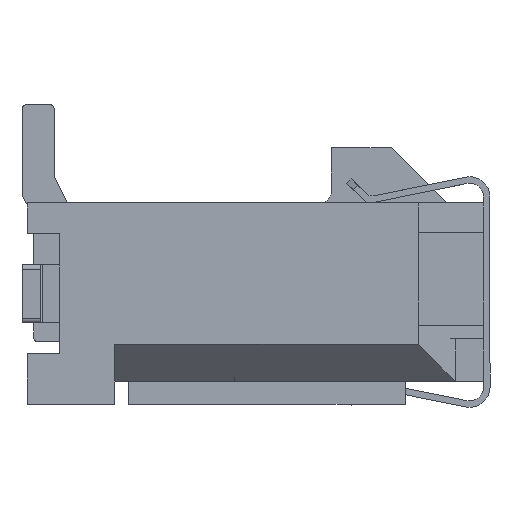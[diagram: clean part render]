
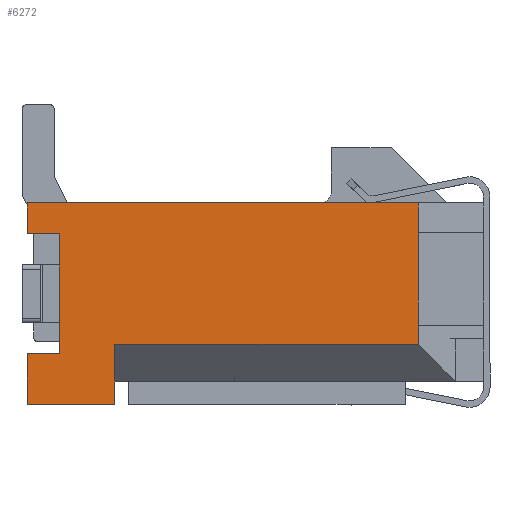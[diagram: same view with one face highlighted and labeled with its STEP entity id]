
A CAD part, left-side view. The second image highlights one B-rep face of the part: STEP entity #6272.
In plain terms, the highlighted planar face has unit normal (-1, 0, 0).
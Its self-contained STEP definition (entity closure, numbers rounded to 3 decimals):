
#733=ORIENTED_EDGE('',*,*,#2473,.T.);
#734=ORIENTED_EDGE('',*,*,#2474,.T.);
#735=ORIENTED_EDGE('',*,*,#1996,.F.);
#736=ORIENTED_EDGE('',*,*,#2475,.T.);
#737=ORIENTED_EDGE('',*,*,#2476,.F.);
#738=ORIENTED_EDGE('',*,*,#2477,.F.);
#739=ORIENTED_EDGE('',*,*,#2478,.F.);
#740=ORIENTED_EDGE('',*,*,#2118,.T.);
#741=ORIENTED_EDGE('',*,*,#2479,.T.);
#742=ORIENTED_EDGE('',*,*,#2480,.T.);
#743=ORIENTED_EDGE('',*,*,#2481,.T.);
#744=ORIENTED_EDGE('',*,*,#2482,.T.);
#1996=EDGE_CURVE('',#2912,#2913,#3508,.T.);
#2118=EDGE_CURVE('',#3032,#3031,#3630,.T.);
#2473=EDGE_CURVE('',#3298,#3299,#3985,.T.);
#2474=EDGE_CURVE('',#3299,#2913,#3986,.T.);
#2475=EDGE_CURVE('',#2912,#3300,#3987,.T.);
#2476=EDGE_CURVE('',#3301,#3300,#3988,.T.);
#2477=EDGE_CURVE('',#3302,#3301,#3989,.T.);
#2478=EDGE_CURVE('',#3032,#3302,#3990,.T.);
#2479=EDGE_CURVE('',#3031,#3303,#3991,.T.);
#2480=EDGE_CURVE('',#3303,#3304,#3992,.T.);
#2481=EDGE_CURVE('',#3304,#3305,#3993,.T.);
#2482=EDGE_CURVE('',#3305,#3298,#3994,.T.);
#2912=VERTEX_POINT('',#8827);
#2913=VERTEX_POINT('',#8829);
#3031=VERTEX_POINT('',#9085);
#3032=VERTEX_POINT('',#9087);
#3298=VERTEX_POINT('',#9774);
#3299=VERTEX_POINT('',#9775);
#3300=VERTEX_POINT('',#9778);
#3301=VERTEX_POINT('',#9780);
#3302=VERTEX_POINT('',#9782);
#3303=VERTEX_POINT('',#9785);
#3304=VERTEX_POINT('',#9787);
#3305=VERTEX_POINT('',#9789);
#3508=LINE('',#8828,#4370);
#3630=LINE('',#9086,#4492);
#3985=LINE('',#9773,#4847);
#3986=LINE('',#9776,#4848);
#3987=LINE('',#9777,#4849);
#3988=LINE('',#9779,#4850);
#3989=LINE('',#9781,#4851);
#3990=LINE('',#9783,#4852);
#3991=LINE('',#9784,#4853);
#3992=LINE('',#9786,#4854);
#3993=LINE('',#9788,#4855);
#3994=LINE('',#9790,#4856);
#4370=VECTOR('',#7176,1000.);
#4492=VECTOR('',#7332,1000.);
#4847=VECTOR('',#7819,1000.);
#4848=VECTOR('',#7820,1000.);
#4849=VECTOR('',#7821,1000.);
#4850=VECTOR('',#7822,1000.);
#4851=VECTOR('',#7823,1000.);
#4852=VECTOR('',#7824,1000.);
#4853=VECTOR('',#7825,1000.);
#4854=VECTOR('',#7826,1000.);
#4855=VECTOR('',#7827,1000.);
#4856=VECTOR('',#7828,1000.);
#5315=EDGE_LOOP('',(#733,#734,#735,#736,#737,#738,#739,#740,#741,#742,#743,
#744));
#5653=FACE_BOUND('',#5315,.T.);
#5976=PLANE('',#6849);
#6272=ADVANCED_FACE('',(#5653),#5976,.T.);
#6849=AXIS2_PLACEMENT_3D('',#9772,#7817,#7818);
#7176=DIRECTION('',(0.,0.,-1.));
#7332=DIRECTION('',(0.,1.,0.));
#7817=DIRECTION('',(-1.,0.,0.));
#7818=DIRECTION('',(0.,0.,1.));
#7819=DIRECTION('',(0.,0.,-1.));
#7820=DIRECTION('',(0.,-1.,0.));
#7821=DIRECTION('',(0.,-1.,0.));
#7822=DIRECTION('',(0.,0.,-1.));
#7823=DIRECTION('',(0.,0.,-1.));
#7824=DIRECTION('',(0.,0.,-1.));
#7825=DIRECTION('',(0.,0.,-1.));
#7826=DIRECTION('',(0.,-1.,0.));
#7827=DIRECTION('',(0.,0.,-1.));
#7828=DIRECTION('',(0.,1.,0.));
#8827=CARTESIAN_POINT('',(-10.825,3.05,-0.885));
#8828=CARTESIAN_POINT('',(-10.825,3.05,-1.685));
#8829=CARTESIAN_POINT('',(-10.825,3.05,-2.185));
#9085=CARTESIAN_POINT('',(-10.825,4.95,2.185));
#9086=CARTESIAN_POINT('',(-10.825,-4.95,2.185));
#9087=CARTESIAN_POINT('',(-10.825,-3.536,2.185));
#9772=CARTESIAN_POINT('',(-10.825,0.,0.));
#9773=CARTESIAN_POINT('',(-10.825,4.95,2.185));
#9774=CARTESIAN_POINT('',(-10.825,4.95,-1.085));
#9775=CARTESIAN_POINT('',(-10.825,4.95,-2.185));
#9776=CARTESIAN_POINT('',(-10.825,4.95,-2.185));
#9777=CARTESIAN_POINT('',(-10.825,0.,-0.885));
#9778=CARTESIAN_POINT('',(-10.825,-3.536,-0.885));
#9779=CARTESIAN_POINT('',(-10.825,-3.536,0.));
#9780=CARTESIAN_POINT('',(-10.825,-3.536,-0.465));
#9781=CARTESIAN_POINT('',(-10.825,-3.536,1.535));
#9782=CARTESIAN_POINT('',(-10.825,-3.536,1.535));
#9783=CARTESIAN_POINT('',(-10.825,-3.536,0.));
#9784=CARTESIAN_POINT('',(-10.825,4.95,2.185));
#9785=CARTESIAN_POINT('',(-10.825,4.95,1.515));
#9786=CARTESIAN_POINT('',(-10.825,0.,1.515));
#9787=CARTESIAN_POINT('',(-10.825,4.25,1.515));
#9788=CARTESIAN_POINT('',(-10.825,4.25,0.));
#9789=CARTESIAN_POINT('',(-10.825,4.25,-1.085));
#9790=CARTESIAN_POINT('',(-10.825,0.,-1.085));
